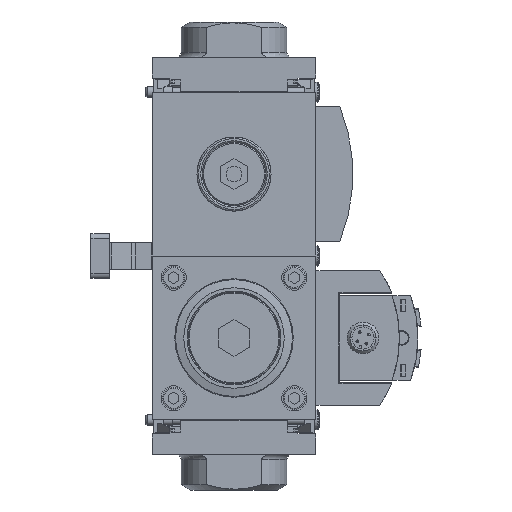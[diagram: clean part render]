
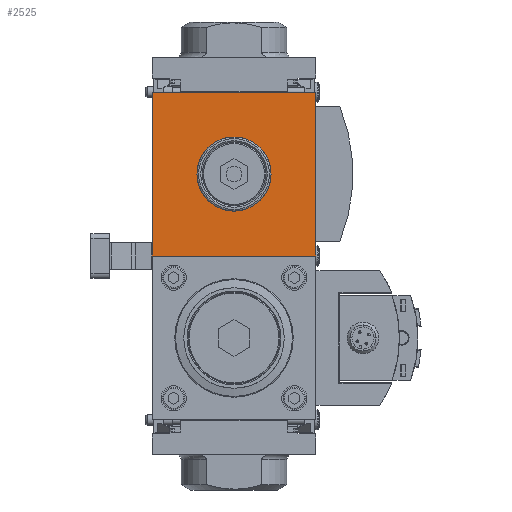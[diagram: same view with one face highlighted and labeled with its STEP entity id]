
A CAD part, front view. The second image highlights one B-rep face of the part: STEP entity #2525.
In plain terms, the highlighted planar face has unit normal (0, -1, 0).
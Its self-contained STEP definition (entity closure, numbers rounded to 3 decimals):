
#2525 = ADVANCED_FACE( '', ( #6424, #6425 ), #6426, .F. );
#6424 = FACE_BOUND( '', #12072, .T. );
#6425 = FACE_OUTER_BOUND( '', #12073, .T. );
#6426 = PLANE( '', #12074 );
#12072 = EDGE_LOOP( '', ( #19274 ) );
#12073 = EDGE_LOOP( '', ( #19275, #19276, #19277, #19278 ) );
#12074 = AXIS2_PLACEMENT_3D( '', #19279, #19280, #19281 );
#19274 = ORIENTED_EDGE( '', *, *, #34030, .F. );
#19275 = ORIENTED_EDGE( '', *, *, #34031, .F. );
#19276 = ORIENTED_EDGE( '', *, *, #34032, .F. );
#19277 = ORIENTED_EDGE( '', *, *, #34033, .F. );
#19278 = ORIENTED_EDGE( '', *, *, #34034, .F. );
#19279 = CARTESIAN_POINT( '', ( 0., -45., 0. ) );
#19280 = DIRECTION( '', ( 0., 1., 0. ) );
#19281 = DIRECTION( '', ( 0., 0., 1. ) );
#34030 = EDGE_CURVE( '', #41194, #41194, #41195, .T. );
#34031 = EDGE_CURVE( '', #41196, #41197, #41198, .T. );
#34032 = EDGE_CURVE( '', #41199, #41196, #41200, .T. );
#34033 = EDGE_CURVE( '', #41201, #41199, #41202, .T. );
#34034 = EDGE_CURVE( '', #41197, #41201, #41203, .T. );
#41194 = VERTEX_POINT( '', #52047 );
#41195 = CIRCLE( '', #52048, 10.478 );
#41196 = VERTEX_POINT( '', #52049 );
#41197 = VERTEX_POINT( '', #52050 );
#41198 = LINE( '', #52051, #52052 );
#41199 = VERTEX_POINT( '', #52053 );
#41200 = LINE( '', #52054, #52055 );
#41201 = VERTEX_POINT( '', #52056 );
#41202 = LINE( '', #52057, #52058 );
#41203 = LINE( '', #52059, #52060 );
#52047 = CARTESIAN_POINT( '', ( 0., -45., -10.478 ) );
#52048 = AXIS2_PLACEMENT_3D( '', #67153, #67154, #67155 );
#52049 = CARTESIAN_POINT( '', ( -31., -45., -31. ) );
#52050 = CARTESIAN_POINT( '', ( -31., -45., 31. ) );
#52051 = CARTESIAN_POINT( '', ( -31., -45., -31. ) );
#52052 = VECTOR( '', #67156, 1000. );
#52053 = CARTESIAN_POINT( '', ( 31., -45., -31. ) );
#52054 = CARTESIAN_POINT( '', ( 31., -45., -31. ) );
#52055 = VECTOR( '', #67157, 1000. );
#52056 = CARTESIAN_POINT( '', ( 31., -45., 31. ) );
#52057 = CARTESIAN_POINT( '', ( 31., -45., 31. ) );
#52058 = VECTOR( '', #67158, 1000. );
#52059 = CARTESIAN_POINT( '', ( -31., -45., 31. ) );
#52060 = VECTOR( '', #67159, 1000. );
#67153 = CARTESIAN_POINT( '', ( 0., -45., 0. ) );
#67154 = DIRECTION( '', ( 0., -1., 0. ) );
#67155 = DIRECTION( '', ( 0., 0., -1. ) );
#67156 = DIRECTION( '', ( 0., 0., 1. ) );
#67157 = DIRECTION( '', ( -1., 0., 0. ) );
#67158 = DIRECTION( '', ( 0., 0., -1. ) );
#67159 = DIRECTION( '', ( 1., 0., 0. ) );
